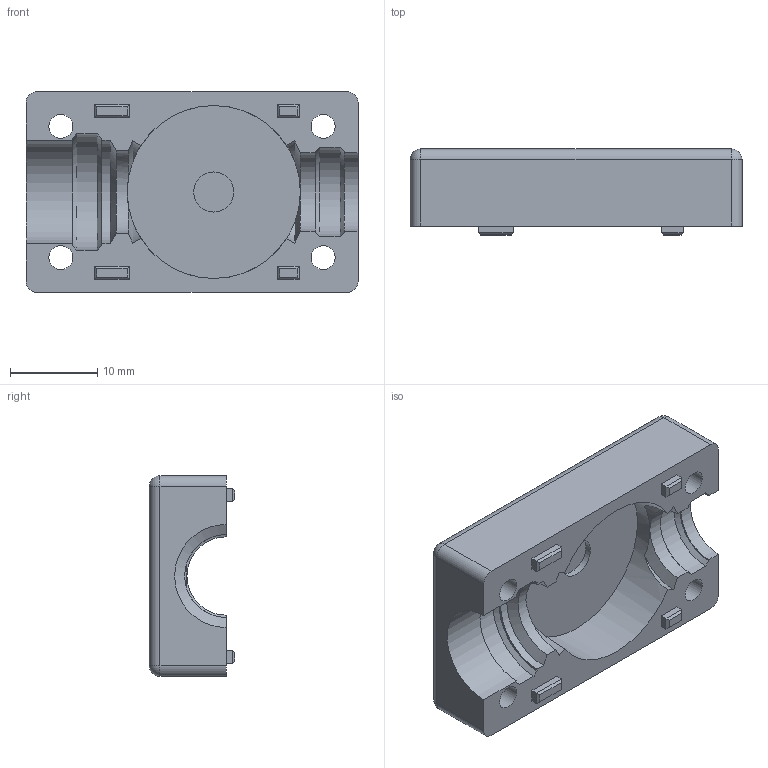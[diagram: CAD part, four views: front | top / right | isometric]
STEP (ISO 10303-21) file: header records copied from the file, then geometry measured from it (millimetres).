
FILE_DESCRIPTION(/* description */ ('','CAx-IF Rec.Pracs.---Representation and Presentation of Product Manufacturing Information (PMI)---4.0---2014-10-13'),/* implementation_level */ '2;1');
FILE_NAME(/* name */ 'Case A - Clearance v1.step',/* time_stamp */ '2025-03-24T08:15:46-07:00',/* author */ (''),/* organization */ (''),/* preprocessor_version */ 'ST-DEVELOPER v20',/* originating_system */ 'Autodesk Translation Framework v13.20.0.188',/* authorisation */ '');
FILE_SCHEMA (('AP242_MANAGED_MODEL_BASED_3D_ENGINEERING_MIM_LF { 1 0 10303 442 1 1 4 }'));
Length unit declared in the file: inch
Products named in the file (1): Part1
Bounding box: 38.1 x 9.85 x 23.05 mm (x, y, z)
Volume: 4541.5 mm3; surface area: 3451.7 mm2
Topology: 1 solids, 1 shells, 90 faces, 225 edges, 138 vertices
Faces by surface type: plane 49, cylinder 21, cone 16, sphere 4
Full cylindrical faces by diameter (mm): 2.75 x4, 4.6 x1, 19.85 x1
Entity records: 2724 total; most frequent: CARTESIAN_POINT 510, DIRECTION 456, ORIENTED_EDGE 442, EDGE_CURVE 221, LINE 152, VECTOR 152, AXIS2_PLACEMENT_3D 152, VERTEX_POINT 138
